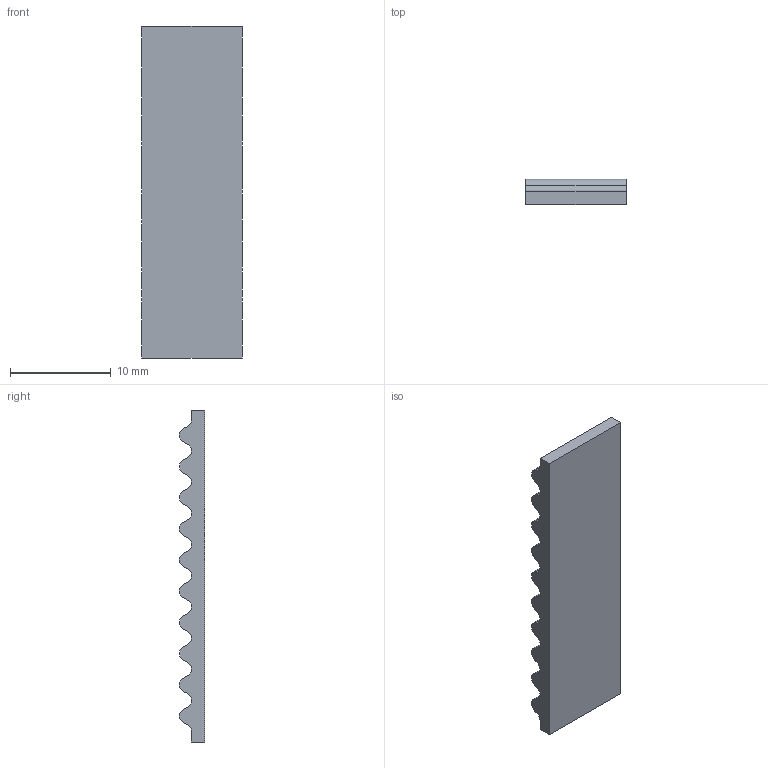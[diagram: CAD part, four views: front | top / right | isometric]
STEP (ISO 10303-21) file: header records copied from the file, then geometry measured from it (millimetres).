
FILE_DESCRIPTION (( 'STEP AP214' ), '1' );
FILE_NAME ('B634 Ðåìåíü HTD3M ñî ñòàëüíûì êîðäîì, øèðèíîé 10 ìì.STEP', '2025-08-04T09:08:09', ( '' ), ( '' ), 'SwSTEP 2.0', 'SolidWorks 2025', '' );
FILE_SCHEMA (( 'AUTOMOTIVE_DESIGN' ));
Length unit declared in the file: millimetre
Products named in the file (1): B634 Ремень HTD3M со стальным кордом, шириной 10 мм
Bounding box: 10 x 2.5 x 32.99 mm (x, y, z)
Volume: 614.6 mm3; surface area: 921 mm2
Topology: 1 solids, 1 shells, 32 faces, 90 edges, 60 vertices
Faces by surface type: cylinder 25, plane 7
Entity records: 1087 total; most frequent: DIRECTION 206, CARTESIAN_POINT 183, ORIENTED_EDGE 180, EDGE_CURVE 90, AXIS2_PLACEMENT_3D 83, VERTEX_POINT 60, CIRCLE 50, LINE 40
